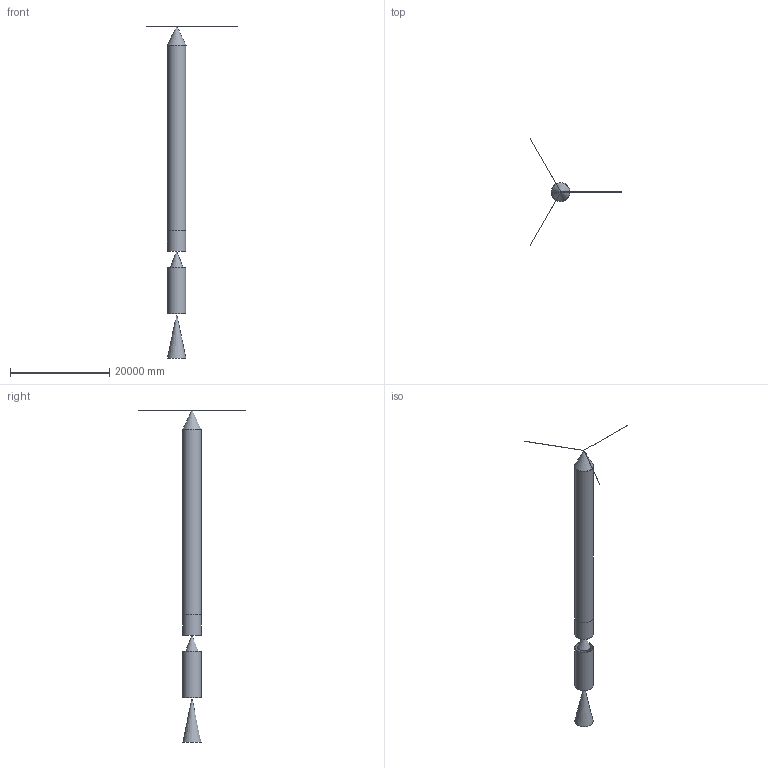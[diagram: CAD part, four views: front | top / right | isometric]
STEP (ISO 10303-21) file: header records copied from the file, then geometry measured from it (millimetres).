
FILE_DESCRIPTION(('FreeCAD Model'),'2;1');
FILE_NAME('Open CASCADE Shape Model','2025-04-13T12:38:36',('Author'),( ''),'Open CASCADE STEP processor 7.8','FreeCAD','Unknown');
FILE_SCHEMA(('AUTOMOTIVE_DESIGN { 1 0 10303 214 1 1 1 1 }'));
Length unit declared in the file: millimetre
Products named in the file (10): Rocket_20250413_123836; Payload_Fairing; Second_Stage_Body; Second_Stage_Engine_Section; Second_Stage_Nozzle; Interstage_0_1; First_Stage_Body; First_Stage_Engine_Section; First_Stage_Nozzle; First_Stage_Fins
Assembly tree (9 placements, depth 2):
  Rocket_20250413_123836
    Payload_Fairing
    Second_Stage_Body
    Second_Stage_Engine_Section
    Second_Stage_Nozzle
    Interstage_0_1
    First_Stage_Body
    First_Stage_Engine_Section
    First_Stage_Nozzle
    First_Stage_Fins
Bounding box: 18540.87 x 21409.15 x 66927 mm (x, y, z)
Volume: 63486781421.5 mm3; surface area: 1302278055.3 mm2
Topology: 11 solids, 11 shells, 44 faces, 75 edges, 50 vertices
Faces by surface type: plane 31, cylinder 10, cone 3
Full cylindrical faces by diameter (mm): 3640 x2, 3660 x2, 3670 x1, 3700 x5
Entity records: 1199 total; most frequent: DIRECTION 203, CARTESIAN_POINT 176, ORIENTED_EDGE 144, AXIS2_PLACEMENT_3D 77, EDGE_CURVE 72, FACE_BOUND 54, EDGE_LOOP 54, VERTEX_POINT 50
